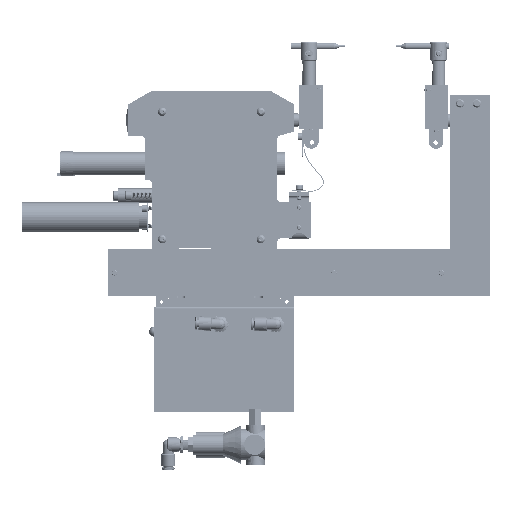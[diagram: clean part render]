
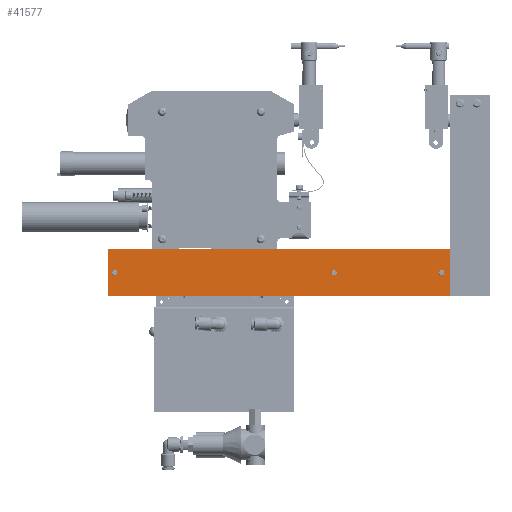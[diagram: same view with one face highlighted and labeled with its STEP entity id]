
A CAD part, left-side view. The second image highlights one B-rep face of the part: STEP entity #41577.
In plain terms, the highlighted planar face has unit normal (-1, 0, 0).
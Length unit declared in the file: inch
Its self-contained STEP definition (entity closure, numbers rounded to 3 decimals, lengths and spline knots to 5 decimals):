
#9421 = AXIS2_PLACEMENT_3D ( 'NONE', #20902, #20904, #20906 ) ;
#9445 = AXIS2_PLACEMENT_3D ( 'NONE', #21242, #21243, #21244 ) ;
#9449 = AXIS2_PLACEMENT_3D ( 'NONE', #21279, #21280, #21281 ) ;
#17347 = EDGE_LOOP ( 'NONE', ( #49129 ) ) ;
#17364 = EDGE_LOOP ( 'NONE', ( #49132 ) ) ;
#18637 = CIRCLE ( 'NONE', #9421, 0.1005 ) ;
#18663 = LINE ( 'NONE', #21074, #18667 ) ;
#18667 = VECTOR ( 'NONE', #21097, 39.37008 ) ;
#18668 = VECTOR ( 'NONE', #21169, 39.37008 ) ;
#18671 = LINE ( 'NONE', #21166, #18668 ) ;
#18679 = CIRCLE ( 'NONE', #9445, 0.1005 ) ;
#18680 = LINE ( 'NONE', #21236, #18682 ) ;
#18682 = VECTOR ( 'NONE', #21232, 39.37008 ) ;
#18688 = CIRCLE ( 'NONE', #9449, 0.1005 ) ;
#18692 = LINE ( 'NONE', #21272, #18693 ) ;
#18693 = VECTOR ( 'NONE', #21283, 39.37008 ) ;
#20902 = CARTESIAN_POINT ( 'NONE',  ( 0., 12.497, -0.875 ) ) ;
#20904 = DIRECTION ( 'NONE',  ( 1., 0., 0. ) ) ;
#20906 = DIRECTION ( 'NONE',  ( 0., 0., -1. ) ) ;
#21074 = CARTESIAN_POINT ( 'NONE',  ( 0., 0., 0. ) ) ;
#21097 = DIRECTION ( 'NONE',  ( 0., 0., 1. ) ) ;
#21166 = CARTESIAN_POINT ( 'NONE',  ( 0., 12.75, 0. ) ) ;
#21169 = DIRECTION ( 'NONE',  ( 0., 0., 1. ) ) ;
#21232 = DIRECTION ( 'NONE',  ( 0., -1., 0. ) ) ;
#21236 = CARTESIAN_POINT ( 'NONE',  ( 0., 12.75, 0. ) ) ;
#21242 = CARTESIAN_POINT ( 'NONE',  ( 0., 4.31, -0.875 ) ) ;
#21243 = DIRECTION ( 'NONE',  ( 1., 0., 0. ) ) ;
#21244 = DIRECTION ( 'NONE',  ( 0., 0., -1. ) ) ;
#21272 = CARTESIAN_POINT ( 'NONE',  ( 0., 12.75, -1.75 ) ) ;
#21279 = CARTESIAN_POINT ( 'NONE',  ( 0., 0.31, -0.875 ) ) ;
#21280 = DIRECTION ( 'NONE',  ( 1., 0., 0. ) ) ;
#21281 = DIRECTION ( 'NONE',  ( 0., 0., -1. ) ) ;
#21283 = DIRECTION ( 'NONE',  ( 0., -1., 0. ) ) ;
#22234 = EDGE_LOOP ( 'NONE', ( #49130, #49119, #49117, #49115 ) ) ;
#22262 = EDGE_LOOP ( 'NONE', ( #49135 ) ) ;
#41577 = ADVANCED_FACE ( 'NONE', ( #103568, #103572, #103569, #103567 ), #115130, .F. ) ;
#43090 = EDGE_CURVE ( 'NONE', #141024, #141024, #18637, .T. ) ;
#43140 = EDGE_CURVE ( 'NONE', #134317, #48271, #18663, .T. ) ;
#43151 = EDGE_CURVE ( 'NONE', #48248, #48226, #18671, .T. ) ;
#43175 = EDGE_CURVE ( 'NONE', #48226, #48271, #18680, .T. ) ;
#43177 = EDGE_CURVE ( 'NONE', #141042, #141042, #18679, .T. ) ;
#43193 = EDGE_CURVE ( 'NONE', #141046, #141046, #18688, .T. ) ;
#43198 = EDGE_CURVE ( 'NONE', #48248, #134317, #18692, .T. ) ;
#48226 = VERTEX_POINT ( 'NONE', #138072 ) ;
#48248 = VERTEX_POINT ( 'NONE', #138098 ) ;
#48271 = VERTEX_POINT ( 'NONE', #138106 ) ;
#49115 = ORIENTED_EDGE ( 'NONE', *, *, #43198, .T. ) ;
#49117 = ORIENTED_EDGE ( 'NONE', *, *, #43151, .F. ) ;
#49119 = ORIENTED_EDGE ( 'NONE', *, *, #43175, .F. ) ;
#49129 = ORIENTED_EDGE ( 'NONE', *, *, #43193, .T. ) ;
#49130 = ORIENTED_EDGE ( 'NONE', *, *, #43140, .T. ) ;
#49132 = ORIENTED_EDGE ( 'NONE', *, *, #43177, .T. ) ;
#49135 = ORIENTED_EDGE ( 'NONE', *, *, #43090, .T. ) ;
#95899 = AXIS2_PLACEMENT_3D ( 'NONE', #115139, #115140, #115141 ) ;
#103567 = FACE_OUTER_BOUND ( 'NONE', #22234, .T. ) ;
#103568 = FACE_BOUND ( 'NONE', #22262, .T. ) ;
#103569 = FACE_BOUND ( 'NONE', #17347, .T. ) ;
#103572 = FACE_BOUND ( 'NONE', #17364, .T. ) ;
#115130 = PLANE ( 'NONE',  #95899 ) ;
#115139 = CARTESIAN_POINT ( 'NONE',  ( 0., 12.75, 0. ) ) ;
#115140 = DIRECTION ( 'NONE',  ( 1., 0., 0. ) ) ;
#115141 = DIRECTION ( 'NONE',  ( 0., 0., -1. ) ) ;
#134317 = VERTEX_POINT ( 'NONE', #138812 ) ;
#138072 = CARTESIAN_POINT ( 'NONE',  ( 0., 12.75, 0. ) ) ;
#138098 = CARTESIAN_POINT ( 'NONE',  ( 0., 12.75, -1.75 ) ) ;
#138106 = CARTESIAN_POINT ( 'NONE',  ( 0., 0., 0. ) ) ;
#138812 = CARTESIAN_POINT ( 'NONE',  ( 0., 0., -1.75 ) ) ;
#140525 = CARTESIAN_POINT ( 'NONE',  ( 0., 12.497, -0.9755 ) ) ;
#140543 = CARTESIAN_POINT ( 'NONE',  ( 0., 4.31, -0.9755 ) ) ;
#140547 = CARTESIAN_POINT ( 'NONE',  ( 0., 0.31, -0.9755 ) ) ;
#141024 = VERTEX_POINT ( 'NONE', #140525 ) ;
#141042 = VERTEX_POINT ( 'NONE', #140543 ) ;
#141046 = VERTEX_POINT ( 'NONE', #140547 ) ;
